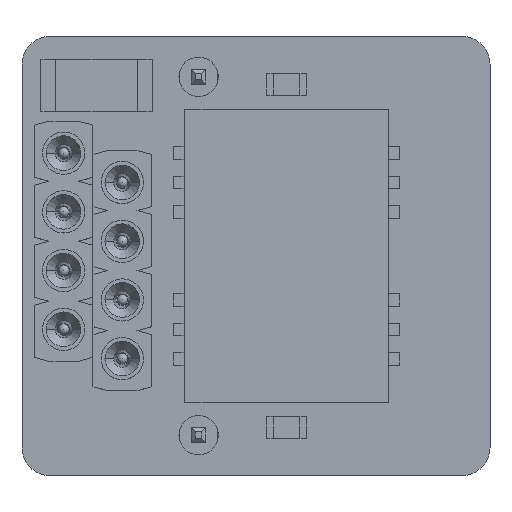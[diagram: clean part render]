
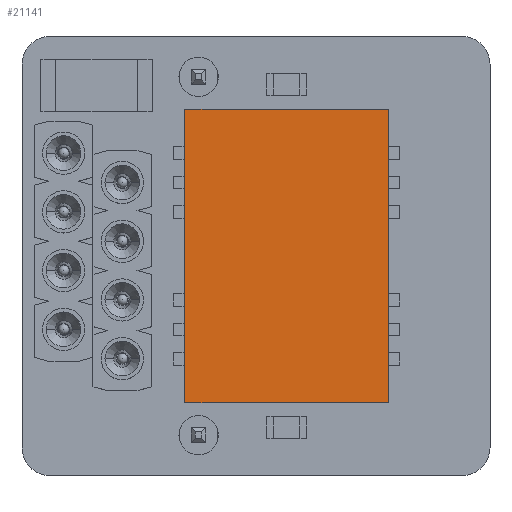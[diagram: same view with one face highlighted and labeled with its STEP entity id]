
A CAD part, top view. The second image highlights one B-rep face of the part: STEP entity #21141.
In plain terms, the highlighted planar face has unit normal (0, 0, 1).
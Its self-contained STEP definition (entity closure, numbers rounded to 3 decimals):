
#20827 = VERTEX_POINT('',#20828);
#20828 = CARTESIAN_POINT('',(-4.4,6.35,2.04));
#20835 = PLANE('',#20836);
#20836 = AXIS2_PLACEMENT_3D('',#20837,#20838,#20839);
#20837 = CARTESIAN_POINT('',(-4.4,6.35,0.));
#20838 = DIRECTION('',(1.,0.,0.));
#20839 = DIRECTION('',(0.,-1.,0.));
#20847 = PLANE('',#20848);
#20848 = AXIS2_PLACEMENT_3D('',#20849,#20850,#20851);
#20849 = CARTESIAN_POINT('',(4.4,6.35,0.));
#20850 = DIRECTION('',(0.,-1.,0.));
#20851 = DIRECTION('',(-1.,0.,0.));
#20859 = EDGE_CURVE('',#20827,#20860,#20862,.T.);
#20860 = VERTEX_POINT('',#20861);
#20861 = CARTESIAN_POINT('',(-4.4,-6.35,2.04));
#20862 = SURFACE_CURVE('',#20863,(#20867,#20874),.PCURVE_S1.);
#20863 = LINE('',#20864,#20865);
#20864 = CARTESIAN_POINT('',(-4.4,6.35,2.04));
#20865 = VECTOR('',#20866,1.);
#20866 = DIRECTION('',(0.,-1.,0.));
#20867 = PCURVE('',#20835,#20868);
#20868 = DEFINITIONAL_REPRESENTATION('',(#20869),#20873);
#20869 = LINE('',#20870,#20871);
#20870 = CARTESIAN_POINT('',(0.,-2.04));
#20871 = VECTOR('',#20872,1.);
#20872 = DIRECTION('',(1.,0.));
#20873 = ( GEOMETRIC_REPRESENTATION_CONTEXT(2) 
PARAMETRIC_REPRESENTATION_CONTEXT() REPRESENTATION_CONTEXT('2D SPACE',''
  ) );
#20874 = PCURVE('',#20875,#20880);
#20875 = PLANE('',#20876);
#20876 = AXIS2_PLACEMENT_3D('',#20877,#20878,#20879);
#20877 = CARTESIAN_POINT('',(-4.4,6.35,2.04));
#20878 = DIRECTION('',(0.,0.,-1.));
#20879 = DIRECTION('',(-1.,0.,0.));
#20880 = DEFINITIONAL_REPRESENTATION('',(#20881),#20885);
#20881 = LINE('',#20882,#20883);
#20882 = CARTESIAN_POINT('',(0.,0.));
#20883 = VECTOR('',#20884,1.);
#20884 = DIRECTION('',(0.,-1.));
#20885 = ( GEOMETRIC_REPRESENTATION_CONTEXT(2) 
PARAMETRIC_REPRESENTATION_CONTEXT() REPRESENTATION_CONTEXT('2D SPACE',''
  ) );
#20903 = PLANE('',#20904);
#20904 = AXIS2_PLACEMENT_3D('',#20905,#20906,#20907);
#20905 = CARTESIAN_POINT('',(-4.4,-6.35,0.));
#20906 = DIRECTION('',(0.,1.,0.));
#20907 = DIRECTION('',(1.,0.,0.));
#20945 = EDGE_CURVE('',#20860,#20946,#20948,.T.);
#20946 = VERTEX_POINT('',#20947);
#20947 = CARTESIAN_POINT('',(4.4,-6.35,2.04));
#20948 = SURFACE_CURVE('',#20949,(#20953,#20960),.PCURVE_S1.);
#20949 = LINE('',#20950,#20951);
#20950 = CARTESIAN_POINT('',(-4.4,-6.35,2.04));
#20951 = VECTOR('',#20952,1.);
#20952 = DIRECTION('',(1.,0.,0.));
#20953 = PCURVE('',#20903,#20954);
#20954 = DEFINITIONAL_REPRESENTATION('',(#20955),#20959);
#20955 = LINE('',#20956,#20957);
#20956 = CARTESIAN_POINT('',(0.,-2.04));
#20957 = VECTOR('',#20958,1.);
#20958 = DIRECTION('',(1.,0.));
#20959 = ( GEOMETRIC_REPRESENTATION_CONTEXT(2) 
PARAMETRIC_REPRESENTATION_CONTEXT() REPRESENTATION_CONTEXT('2D SPACE',''
  ) );
#20960 = PCURVE('',#20875,#20961);
#20961 = DEFINITIONAL_REPRESENTATION('',(#20962),#20966);
#20962 = LINE('',#20963,#20964);
#20963 = CARTESIAN_POINT('',(0.,-12.7));
#20964 = VECTOR('',#20965,1.);
#20965 = DIRECTION('',(-1.,0.));
#20966 = ( GEOMETRIC_REPRESENTATION_CONTEXT(2) 
PARAMETRIC_REPRESENTATION_CONTEXT() REPRESENTATION_CONTEXT('2D SPACE',''
  ) );
#20984 = PLANE('',#20985);
#20985 = AXIS2_PLACEMENT_3D('',#20986,#20987,#20988);
#20986 = CARTESIAN_POINT('',(4.4,-6.35,0.));
#20987 = DIRECTION('',(-1.,0.,0.));
#20988 = DIRECTION('',(0.,1.,0.));
#21021 = EDGE_CURVE('',#20946,#21022,#21024,.T.);
#21022 = VERTEX_POINT('',#21023);
#21023 = CARTESIAN_POINT('',(4.4,6.35,2.04));
#21024 = SURFACE_CURVE('',#21025,(#21029,#21036),.PCURVE_S1.);
#21025 = LINE('',#21026,#21027);
#21026 = CARTESIAN_POINT('',(4.4,-6.35,2.04));
#21027 = VECTOR('',#21028,1.);
#21028 = DIRECTION('',(0.,1.,0.));
#21029 = PCURVE('',#20984,#21030);
#21030 = DEFINITIONAL_REPRESENTATION('',(#21031),#21035);
#21031 = LINE('',#21032,#21033);
#21032 = CARTESIAN_POINT('',(0.,-2.04));
#21033 = VECTOR('',#21034,1.);
#21034 = DIRECTION('',(1.,0.));
#21035 = ( GEOMETRIC_REPRESENTATION_CONTEXT(2) 
PARAMETRIC_REPRESENTATION_CONTEXT() REPRESENTATION_CONTEXT('2D SPACE',''
  ) );
#21036 = PCURVE('',#20875,#21037);
#21037 = DEFINITIONAL_REPRESENTATION('',(#21038),#21042);
#21038 = LINE('',#21039,#21040);
#21039 = CARTESIAN_POINT('',(-8.8,-12.7));
#21040 = VECTOR('',#21041,1.);
#21041 = DIRECTION('',(0.,1.));
#21042 = ( GEOMETRIC_REPRESENTATION_CONTEXT(2) 
PARAMETRIC_REPRESENTATION_CONTEXT() REPRESENTATION_CONTEXT('2D SPACE',''
  ) );
#21092 = EDGE_CURVE('',#21022,#20827,#21093,.T.);
#21093 = SURFACE_CURVE('',#21094,(#21098,#21105),.PCURVE_S1.);
#21094 = LINE('',#21095,#21096);
#21095 = CARTESIAN_POINT('',(4.4,6.35,2.04));
#21096 = VECTOR('',#21097,1.);
#21097 = DIRECTION('',(-1.,0.,0.));
#21098 = PCURVE('',#20847,#21099);
#21099 = DEFINITIONAL_REPRESENTATION('',(#21100),#21104);
#21100 = LINE('',#21101,#21102);
#21101 = CARTESIAN_POINT('',(0.,-2.04));
#21102 = VECTOR('',#21103,1.);
#21103 = DIRECTION('',(1.,0.));
#21104 = ( GEOMETRIC_REPRESENTATION_CONTEXT(2) 
PARAMETRIC_REPRESENTATION_CONTEXT() REPRESENTATION_CONTEXT('2D SPACE',''
  ) );
#21105 = PCURVE('',#20875,#21106);
#21106 = DEFINITIONAL_REPRESENTATION('',(#21107),#21111);
#21107 = LINE('',#21108,#21109);
#21108 = CARTESIAN_POINT('',(-8.8,0.));
#21109 = VECTOR('',#21110,1.);
#21110 = DIRECTION('',(1.,0.));
#21111 = ( GEOMETRIC_REPRESENTATION_CONTEXT(2) 
PARAMETRIC_REPRESENTATION_CONTEXT() REPRESENTATION_CONTEXT('2D SPACE',''
  ) );
#21141 = ADVANCED_FACE('',(#21142),#20875,.F.);
#21142 = FACE_BOUND('',#21143,.T.);
#21143 = EDGE_LOOP('',(#21144,#21145,#21146,#21147));
#21144 = ORIENTED_EDGE('',*,*,#20859,.T.);
#21145 = ORIENTED_EDGE('',*,*,#20945,.T.);
#21146 = ORIENTED_EDGE('',*,*,#21021,.T.);
#21147 = ORIENTED_EDGE('',*,*,#21092,.T.);
